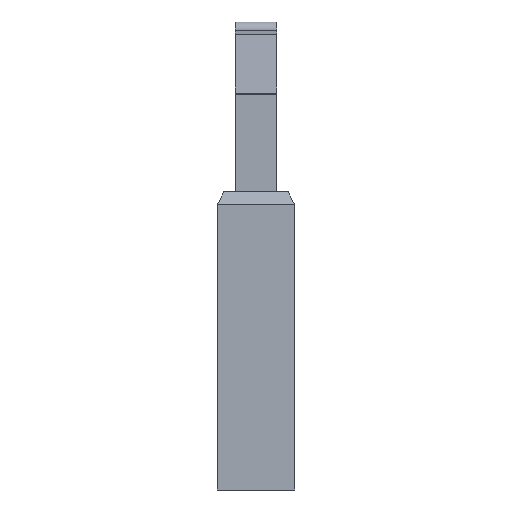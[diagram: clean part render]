
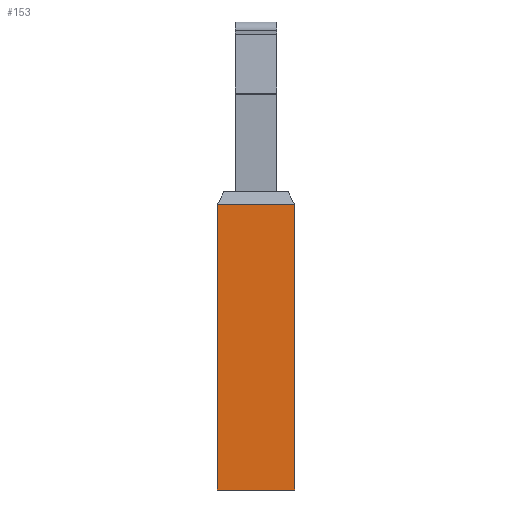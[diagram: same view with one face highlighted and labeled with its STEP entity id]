
A CAD part, left-side view. The second image highlights one B-rep face of the part: STEP entity #153.
In plain terms, the highlighted planar face has unit normal (-1, 0, 0).
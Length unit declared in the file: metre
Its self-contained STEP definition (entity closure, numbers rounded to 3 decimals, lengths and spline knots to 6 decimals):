
#153 = ADVANCED_FACE( '', ( #340 ), #341, .F. );
#340 = FACE_OUTER_BOUND( '', #557, .T. );
#341 = PLANE( '', #558 );
#557 = EDGE_LOOP( '', ( #947, #948, #949, #950 ) );
#558 = AXIS2_PLACEMENT_3D( '', #951, #952, #953 );
#947 = ORIENTED_EDGE( '', *, *, #1369, .T. );
#948 = ORIENTED_EDGE( '', *, *, #1497, .T. );
#949 = ORIENTED_EDGE( '', *, *, #1498, .F. );
#950 = ORIENTED_EDGE( '', *, *, #1499, .F. );
#951 = CARTESIAN_POINT( '', ( 0.002375, -0.0015, 0.0093 ) );
#952 = DIRECTION( '', ( 1., 0., 0. ) );
#953 = DIRECTION( '', ( 0., 1., 0. ) );
#1369 = EDGE_CURVE( '', #1682, #1679, #1683, .T. );
#1497 = EDGE_CURVE( '', #1679, #1892, #1893, .T. );
#1498 = EDGE_CURVE( '', #1894, #1892, #1895, .T. );
#1499 = EDGE_CURVE( '', #1682, #1894, #1896, .T. );
#1679 = VERTEX_POINT( '', #2280 );
#1682 = VERTEX_POINT( '', #2284 );
#1683 = LINE( '', #2285, #2286 );
#1892 = VERTEX_POINT( '', #2586 );
#1893 = LINE( '', #2587, #2588 );
#1894 = VERTEX_POINT( '', #2589 );
#1895 = LINE( '', #2590, #2591 );
#1896 = LINE( '', #2592, #2593 );
#2280 = CARTESIAN_POINT( '', ( 0.002375, 0.0015, 0.0088 ) );
#2284 = CARTESIAN_POINT( '', ( 0.002375, -0.0015, 0.0088 ) );
#2285 = CARTESIAN_POINT( '', ( 0.002375, -0.0015, 0.0088 ) );
#2286 = VECTOR( '', #2852, 1. );
#2586 = CARTESIAN_POINT( '', ( 0.002375, 0.0015, -0.0023 ) );
#2587 = CARTESIAN_POINT( '', ( 0.002375, 0.0015, 0.0093 ) );
#2588 = VECTOR( '', #2968, 1. );
#2589 = CARTESIAN_POINT( '', ( 0.002375, -0.0015, -0.0023 ) );
#2590 = CARTESIAN_POINT( '', ( 0.002375, -0.0015, -0.0023 ) );
#2591 = VECTOR( '', #2969, 1. );
#2592 = CARTESIAN_POINT( '', ( 0.002375, -0.0015, 0.0093 ) );
#2593 = VECTOR( '', #2970, 1. );
#2852 = DIRECTION( '', ( 0., 1., 0. ) );
#2968 = DIRECTION( '', ( 0., 0., -1. ) );
#2969 = DIRECTION( '', ( 0., 1., 0. ) );
#2970 = DIRECTION( '', ( 0., 0., -1. ) );
